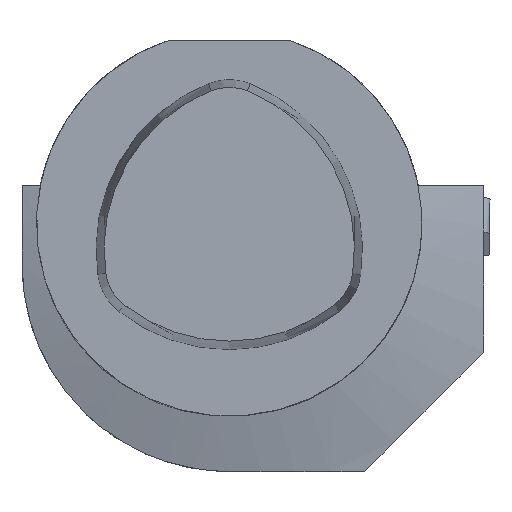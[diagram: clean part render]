
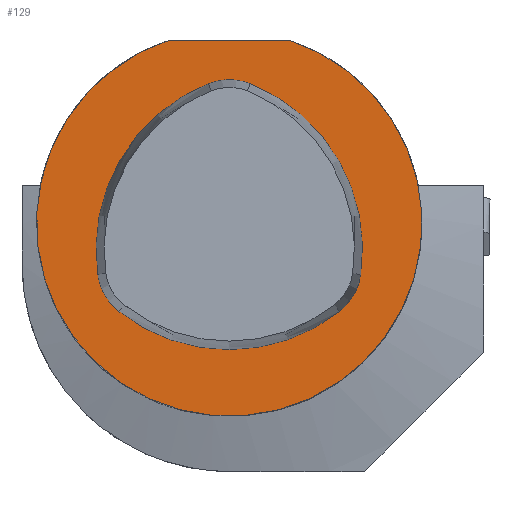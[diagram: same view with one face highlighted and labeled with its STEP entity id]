
A CAD part, top view. The second image highlights one B-rep face of the part: STEP entity #129.
In plain terms, the highlighted planar face has unit normal (0, 0, 1).
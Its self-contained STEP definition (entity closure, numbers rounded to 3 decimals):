
#94=CIRCLE('',#1107,20.);
#129=ADVANCED_FACE('',(#228),#181,.T.);
#181=PLANE('',#1116);
#228=FACE_OUTER_BOUND('',#286,.T.);
#286=EDGE_LOOP('',(#465,#466));
#465=ORIENTED_EDGE('',*,*,#781,.T.);
#466=ORIENTED_EDGE('',*,*,#798,.T.);
#664=VERTEX_POINT('',#1639);
#665=VERTEX_POINT('',#1641);
#781=EDGE_CURVE('',#665,#664,#94,.T.);
#798=EDGE_CURVE('',#664,#665,#914,.T.);
#914=LINE('',#1703,#1018);
#1018=VECTOR('',#1322,1.);
#1107=AXIS2_PLACEMENT_3D('',#1640,#1297,#1298);
#1116=AXIS2_PLACEMENT_3D('',#1704,#1323,#1324);
#1297=DIRECTION('',(0.,0.,1.));
#1298=DIRECTION('',(1.,0.,0.));
#1322=DIRECTION('',(-1.,0.,0.));
#1323=DIRECTION('',(0.,0.,1.));
#1324=DIRECTION('',(1.,0.,0.));
#1639=CARTESIAN_POINT('',(6.245,19.,0.));
#1640=CARTESIAN_POINT('',(0.,0.,0.));
#1641=CARTESIAN_POINT('',(-6.245,19.,0.));
#1703=CARTESIAN_POINT('',(0.,19.,0.));
#1704=CARTESIAN_POINT('',(0.,0.,0.));
